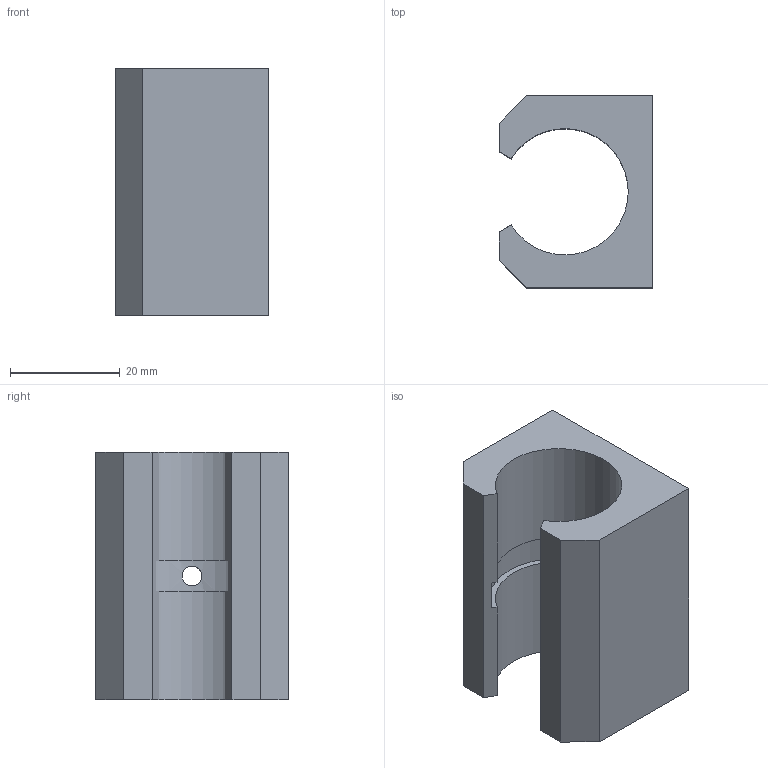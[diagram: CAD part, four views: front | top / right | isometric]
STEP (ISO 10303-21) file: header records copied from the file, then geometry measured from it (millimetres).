
FILE_DESCRIPTION(/* description */ (''),/* implementation_level */ '2;1');
FILE_NAME(/* name */ '190718_bearing.stp',/* time_stamp */ '2019-07-18T13:56:13+02:00',/* author */ (''),/* organization */ (''),/* preprocessor_version */ 'ST-DEVELOPER v16.7',/* originating_system */ 'SIEMENS PLM Software NX 12.0',/* authorisation */ '');
FILE_SCHEMA (('AUTOMOTIVE_DESIGN { 1 0 10303 214 3 1 1 1 }'));
Length unit declared in the file: millimetre
Products named in the file (1): bmas477C8C18u67b
Bounding box: 28 x 35 x 45 mm (x, y, z)
Volume: 22749.7 mm3; surface area: 9260.6 mm2
Topology: 1 solids, 1 shells, 25 faces, 64 edges, 43 vertices
Faces by surface type: plane 15, cylinder 8, cone 2
Full cylindrical faces by diameter (mm): 3.6 x1, 4.2 x2, 5 x2
Entity records: 780 total; most frequent: CARTESIAN_POINT 175, DIRECTION 118, ORIENTED_EDGE 104, EDGE_CURVE 52, AXIS2_PLACEMENT_3D 41, VERTEX_POINT 40, EDGE_LOOP 36, LINE 36
